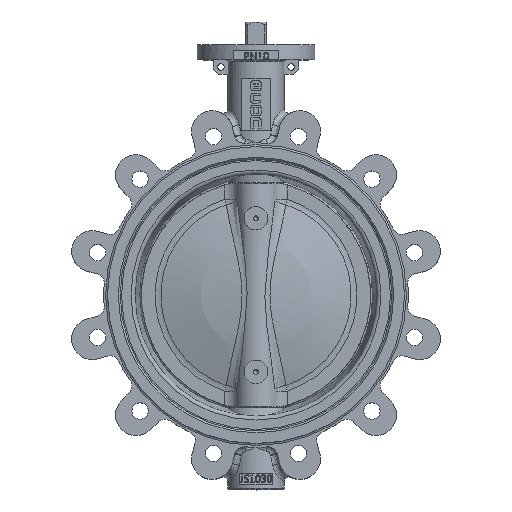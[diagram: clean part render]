
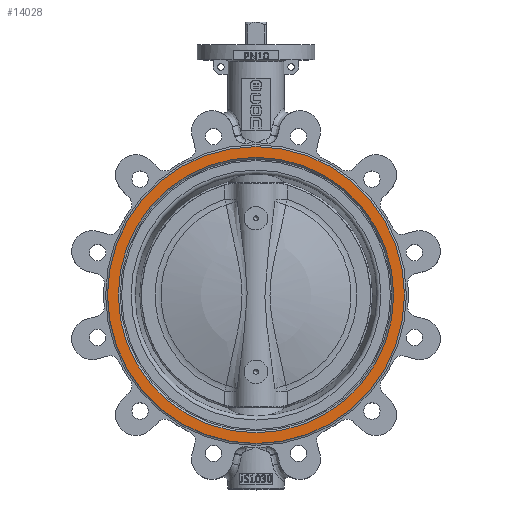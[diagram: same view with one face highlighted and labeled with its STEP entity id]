
A CAD part, top view. The second image highlights one B-rep face of the part: STEP entity #14028.
In plain terms, the highlighted planar face has unit normal (0, 0, 1).
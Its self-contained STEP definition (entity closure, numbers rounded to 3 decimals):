
#2911=PLANE('',#14933);
#3088=FACE_BOUND('',#4555,.T.);
#3674=FACE_OUTER_BOUND('',#4554,.T.);
#4554=EDGE_LOOP('',(#11077));
#4555=EDGE_LOOP('',(#11078));
#4894=CIRCLE('',#14343,147.);
#5141=CIRCLE('',#14930,158.5);
#5425=VERTEX_POINT('',#18740);
#6360=VERTEX_POINT('',#35362);
#6710=EDGE_CURVE('',#5425,#5425,#4894,.F.);
#8099=EDGE_CURVE('',#6360,#6360,#5141,.T.);
#11077=ORIENTED_EDGE('',*,*,#8099,.T.);
#11078=ORIENTED_EDGE('',*,*,#6710,.T.);
#14028=ADVANCED_FACE('',(#3674,#3088),#2911,.T.);
#14343=AXIS2_PLACEMENT_3D('',#18741,#15522,#15523);
#14930=AXIS2_PLACEMENT_3D('',#35363,#17464,#17465);
#14933=AXIS2_PLACEMENT_3D('',#35367,#17470,#17471);
#15522=DIRECTION('center_axis',(0.,0.,1.));
#15523=DIRECTION('ref_axis',(1.,0.,0.));
#17464=DIRECTION('center_axis',(0.,0.,1.));
#17465=DIRECTION('ref_axis',(1.,0.,0.));
#17470=DIRECTION('center_axis',(0.,0.,1.));
#17471=DIRECTION('ref_axis',(1.,0.,0.));
#18740=CARTESIAN_POINT('',(147.,0.,33.5));
#18741=CARTESIAN_POINT('Origin',(0.,0.,33.5));
#35362=CARTESIAN_POINT('',(158.5,0.,33.5));
#35363=CARTESIAN_POINT('Origin',(0.,0.,33.5));
#35367=CARTESIAN_POINT('Origin',(0.,0.,33.5));
